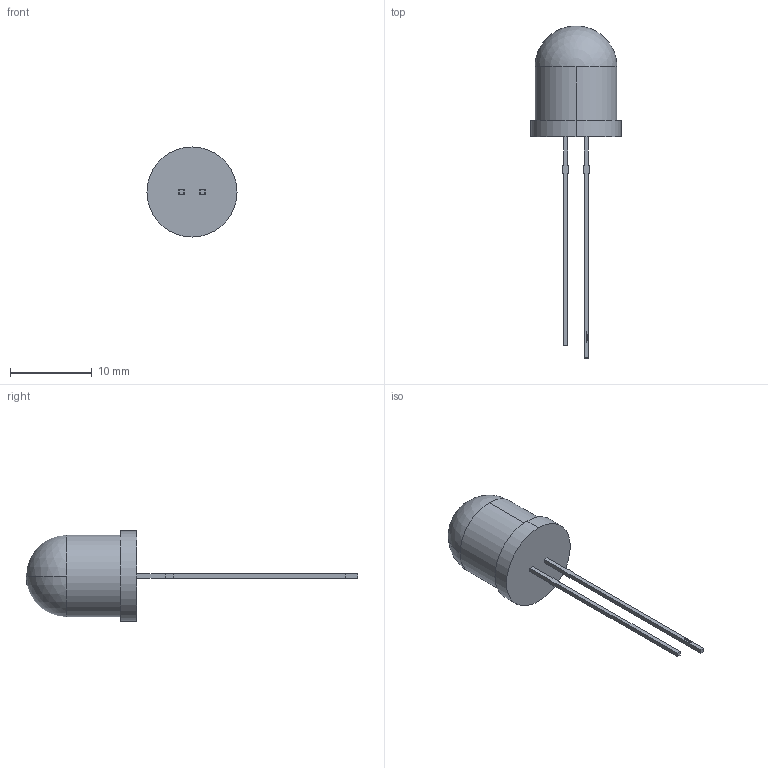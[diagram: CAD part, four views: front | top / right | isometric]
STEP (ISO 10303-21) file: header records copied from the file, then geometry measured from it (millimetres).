
FILE_DESCRIPTION (( 'STEP AP214' ), '1' );
FILE_NAME ('813.STEP', '2008-08-27T22:02:31', ( '' ), ( '' ), 'SwSTEP 2.0', 'SolidWorks 2008', '' );
FILE_SCHEMA (( 'AUTOMOTIVE_DESIGN' ));
Length unit declared in the file: millimetre
Products named in the file (1): 813
Bounding box: 11 x 40.5 x 11 mm (x, y, z)
Volume: 975.7 mm3; surface area: 648.2 mm2
Topology: 1 solids, 1 shells, 317 faces, 855 edges, 569 vertices
Faces by surface type: plane 195, bspline 116, cylinder 4, sphere 2
Entity records: 18813 total; most frequent: CARTESIAN_POINT 8128, ORIENTED_EDGE 1706, DIRECTION 1037, EDGE_CURVE 853, VECTOR 609, LINE 609, VERTEX_POINT 569, EDGE_LOOP 348
